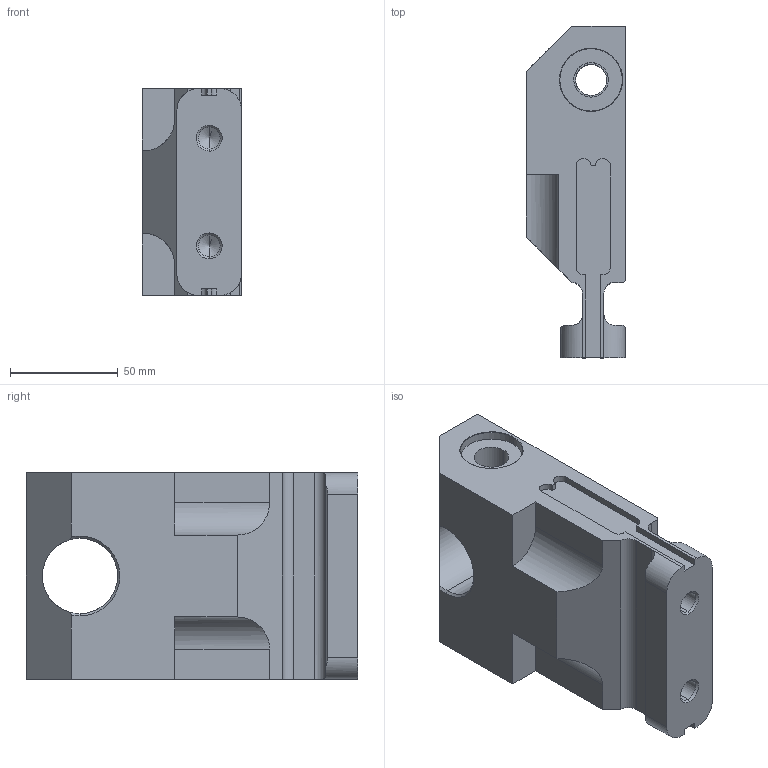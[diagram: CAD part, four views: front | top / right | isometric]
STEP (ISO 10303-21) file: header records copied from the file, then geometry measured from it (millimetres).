
FILE_DESCRIPTION(('CATIA V5 STEP Exchange'),'2;1');
FILE_NAME('mors flexible.stp','2011-03-23T09:42:13+00:00',('none'),('none'),'CATIA Version 5 Release 18 GA (IN-10)','CATIA V5 STEP AP203','none');
FILE_SCHEMA(('CONFIG_CONTROL_DESIGN'));
Length unit declared in the file: millimetre
Products named in the file (1): Mors_mobile
Bounding box: 46 x 154 x 96 mm (x, y, z)
Volume: 446591.8 mm3; surface area: 59650.8 mm2
Topology: 1 solids, 1 shells, 139 faces, 386 edges, 240 vertices
Faces by surface type: cylinder 60, plane 48, cone 31
Entity records: 5577 total; most frequent: CARTESIAN_POINT 2287, ORIENTED_EDGE 732, DIRECTION 539, EDGE_CURVE 366, VERTEX_POINT 240, VECTOR 205, LINE 205, AXIS2_PLACEMENT_3D 196
